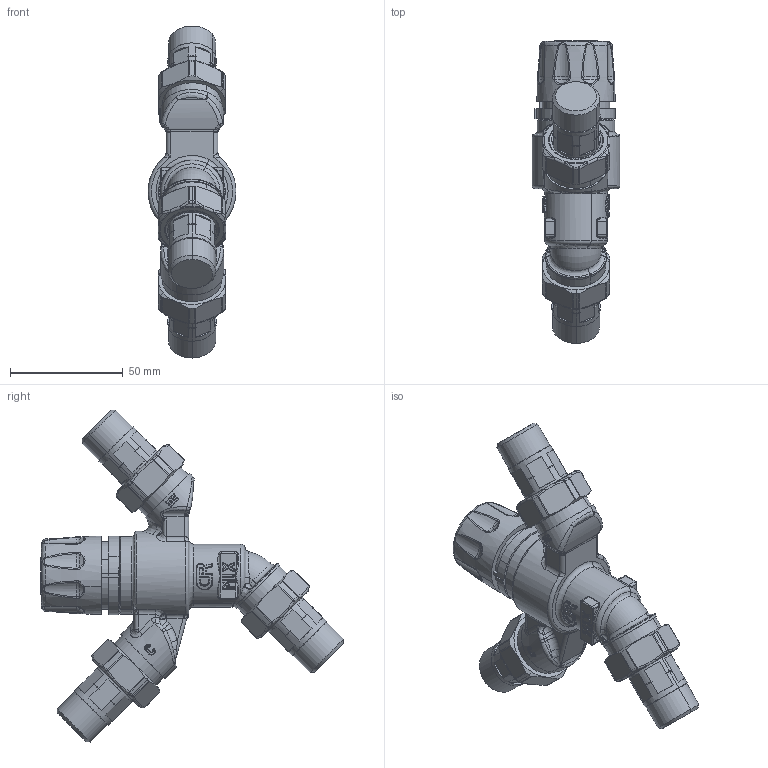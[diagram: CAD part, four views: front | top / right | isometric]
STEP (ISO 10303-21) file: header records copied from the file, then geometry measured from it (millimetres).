
FILE_DESCRIPTION(('CATIA V5 STEP Exchange','CAx-IF Rec.Pracs.--- Model Styling and Organization---1.4--- 2014-01-23','CAx-IF Rec.Pracs.---3D Tessellated Data Validation Properties---0.5---2014-09-14'),'2;1');
FILE_NAME('STEP_520040_-_TST.stp','2020-08-31T11:41:51+00:00',('none'),('none'),'CATIA Version 5-6 Release 2019 SP3','CATIA V5 STEP AP242 v1','none');
FILE_SCHEMA(('AP242_MANAGED_MODEL_BASED_3D_ENGINEERING_MIM_LF {1 0 10303 442 1 1 4}'));
Products named in the file (1): 520040 - TST
Bounding box: 38.98 x 134.33 x 147.26 mm (x, y, z)
Volume: 165802.8 mm3; surface area: 30040.7 mm2
Topology: 2 solids, 2 shells, 1335 faces, 3163 edges, 1697 vertices
Faces by surface type: cylinder 386, bspline 296, plane 210, torus 181, sphere 149, cone 108, revolution 5
Entity records: 54756 total; most frequent: CARTESIAN_POINT 29640, ORIENTED_EDGE 6000, DIRECTION 3464, EDGE_CURVE 3000, AXIS2_PLACEMENT_3D 1882, VERTEX_POINT 1697, EDGE_LOOP 1363, ADVANCED_FACE 1335
